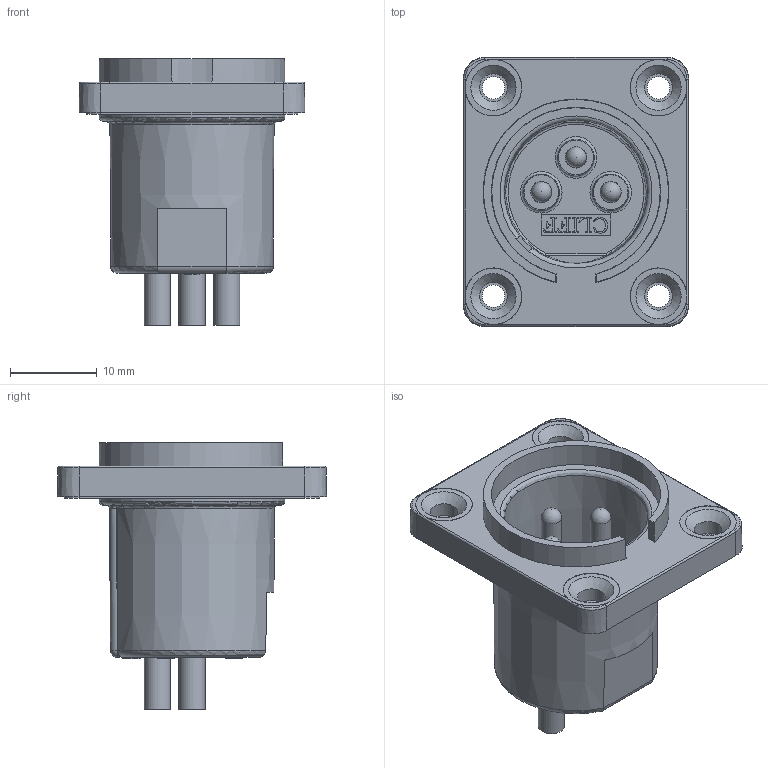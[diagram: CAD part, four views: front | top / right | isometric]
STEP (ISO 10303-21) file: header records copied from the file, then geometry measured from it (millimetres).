
FILE_DESCRIPTION(/* description */ (''),/* implementation_level */ '2;1');
FILE_NAME(/* name */ 'CP30060.stp',/* time_stamp */ '2019-09-24T09:57:38+01:00',/* author */ ('tottley'),/* organization */ (''),/* preprocessor_version */ 'ST-DEVELOPER v18',/* originating_system */ 'Autodesk Inventor 2020',/* authorisation */ '');
FILE_SCHEMA (('AUTOMOTIVE_DESIGN { 1 0 10303 214 3 1 1 }'));
Length unit declared in the file: millimetre
Products named in the file (1): Part1
Bounding box: 26 x 31 x 30.7 mm (x, y, z)
Volume: 4564.1 mm3; surface area: 5578 mm2
Topology: 1 solids, 7 shells, 654 faces, 1929 edges, 1215 vertices
Faces by surface type: plane 477, bspline 72, cylinder 49, cone 38, torus 13, sphere 5
Full cylindrical faces by diameter (mm): 2.1 x3, 2.34 x9, 2.4 x3, 2.6 x4, 3 x3, 3.2 x4, 6.5 x4
Entity records: 23403 total; most frequent: CARTESIAN_POINT 5673, ORIENTED_EDGE 3842, DIRECTION 3242, EDGE_CURVE 1921, VERTEX_POINT 1215, AXIS2_PLACEMENT_3D 1100, LINE 1042, VECTOR 1042
